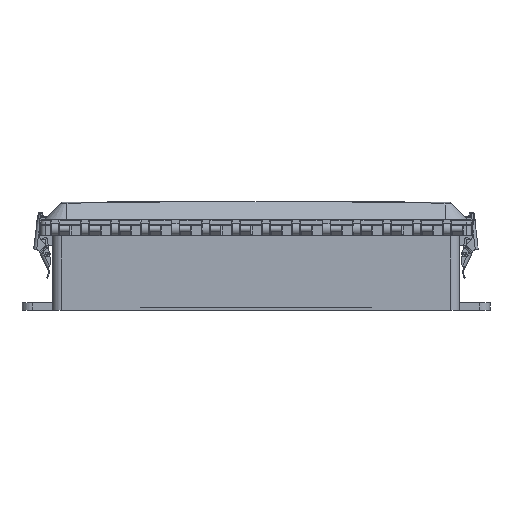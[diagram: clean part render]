
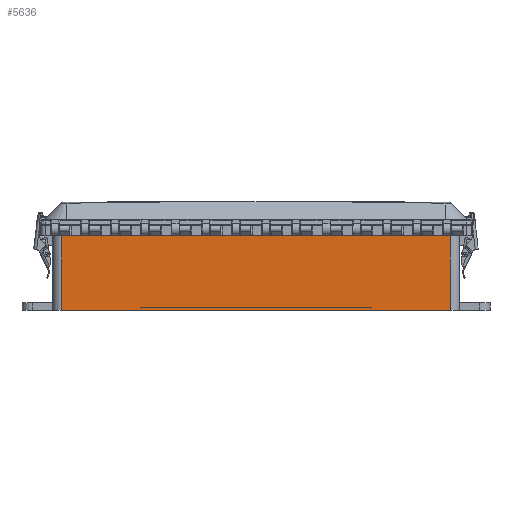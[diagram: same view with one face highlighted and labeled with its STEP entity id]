
A CAD part, left-side view. The second image highlights one B-rep face of the part: STEP entity #5636.
In plain terms, the highlighted planar face has unit normal (-1, 0, 0).
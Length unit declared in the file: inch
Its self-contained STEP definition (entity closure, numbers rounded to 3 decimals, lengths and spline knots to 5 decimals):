
#1035 = DIRECTION ( 'NONE',  ( 0., 1., 0. ) ) ;
#1774 = DIRECTION ( 'NONE',  ( 0., 1., 0. ) ) ;
#5560 = LINE ( 'NONE', #63789, #64600 ) ;
#5636 = ADVANCED_FACE ( 'NONE', ( #22897 ), #43677, .F. ) ;
#6946 = VECTOR ( 'NONE', #63421, 39.37008 ) ;
#11458 = CARTESIAN_POINT ( 'NONE',  ( -8.15355, 9.63631, 1.30382 ) ) ;
#12346 = DIRECTION ( 'NONE',  ( 1., 0., 0. ) ) ;
#12387 = DIRECTION ( 'NONE',  ( 0., 1., 0. ) ) ;
#14054 = VERTEX_POINT ( 'NONE', #48570 ) ;
#18495 = VECTOR ( 'NONE', #1035, 39.37008 ) ;
#22738 = EDGE_LOOP ( 'NONE', ( #28198, #24218, #35955, #36622 ) ) ;
#22816 = VECTOR ( 'NONE', #12387, 39.37008 ) ;
#22897 = FACE_OUTER_BOUND ( 'NONE', #22738, .T. ) ;
#24218 = ORIENTED_EDGE ( 'NONE', *, *, #30537, .T. ) ;
#28198 = ORIENTED_EDGE ( 'NONE', *, *, #66874, .T. ) ;
#30537 = EDGE_CURVE ( 'NONE', #14054, #37176, #58695, .T. ) ;
#30817 = VERTEX_POINT ( 'NONE', #57308 ) ;
#31109 = LINE ( 'NONE', #62424, #6946 ) ;
#32463 = DIRECTION ( 'NONE',  ( 0., 0., 1. ) ) ;
#33556 = AXIS2_PLACEMENT_3D ( 'NONE', #38588, #12346, #1774 ) ;
#35838 = EDGE_CURVE ( 'NONE', #30817, #37176, #31109, .T. ) ;
#35955 = ORIENTED_EDGE ( 'NONE', *, *, #35838, .F. ) ;
#36622 = ORIENTED_EDGE ( 'NONE', *, *, #59383, .F. ) ;
#37176 = VERTEX_POINT ( 'NONE', #11458 ) ;
#38588 = CARTESIAN_POINT ( 'NONE',  ( -8.15355, -9.64369, -28.31063 ) ) ;
#42496 = CARTESIAN_POINT ( 'NONE',  ( -8.15355, -9.64369, -2.40118 ) ) ;
#43677 = PLANE ( 'NONE',  #33556 ) ;
#48501 = CARTESIAN_POINT ( 'NONE',  ( -8.15355, -9.64369, 1.30382 ) ) ;
#48570 = CARTESIAN_POINT ( 'NONE',  ( -8.15355, -9.64369, 1.30382 ) ) ;
#52806 = CARTESIAN_POINT ( 'NONE',  ( -8.15355, -9.64369, -2.40118 ) ) ;
#57308 = CARTESIAN_POINT ( 'NONE',  ( -8.15355, 9.63631, -2.40118 ) ) ;
#58695 = LINE ( 'NONE', #48501, #22816 ) ;
#59383 = EDGE_CURVE ( 'NONE', #60850, #30817, #63367, .T. ) ;
#60850 = VERTEX_POINT ( 'NONE', #42496 ) ;
#62424 = CARTESIAN_POINT ( 'NONE',  ( -8.15355, 9.63631, -28.31063 ) ) ;
#63367 = LINE ( 'NONE', #52806, #18495 ) ;
#63421 = DIRECTION ( 'NONE',  ( 0., 0., 1. ) ) ;
#63789 = CARTESIAN_POINT ( 'NONE',  ( -8.15355, -9.64369, -28.31063 ) ) ;
#64600 = VECTOR ( 'NONE', #32463, 39.37008 ) ;
#66874 = EDGE_CURVE ( 'NONE', #60850, #14054, #5560, .T. ) ;
